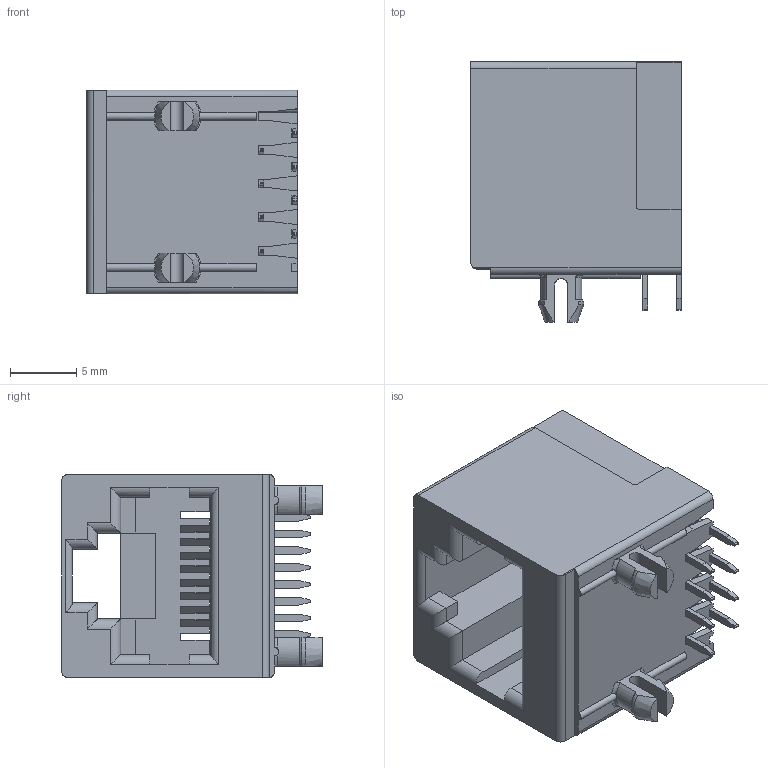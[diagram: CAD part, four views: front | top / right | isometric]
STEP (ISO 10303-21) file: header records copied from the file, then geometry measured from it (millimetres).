
FILE_DESCRIPTION (( 'STEP AP214' ), '1' );
FILE_NAME ('3257-0008-02.STEP', '2025-02-07T09:04:33', ( '' ), ( '' ), 'SwSTEP 2.0', 'SolidWorks 2023', '' );
FILE_SCHEMA (( 'AUTOMOTIVE_DESIGN' ));
Length unit declared in the file: millimetre
Products named in the file (1): 3257-0008-02
Bounding box: 15.9 x 19.7 x 15.4 mm (x, y, z)
Volume: 2114.5 mm3; surface area: 2569.5 mm2
Topology: 1 solids, 1 shells, 361 faces, 1028 edges, 682 vertices
Faces by surface type: plane 283, cylinder 61, cone 8, torus 8, bspline 1
Entity records: 12094 total; most frequent: CARTESIAN_POINT 2645, ORIENTED_EDGE 2056, DIRECTION 1816, EDGE_CURVE 1028, LINE 854, VECTOR 854, VERTEX_POINT 682, AXIS2_PLACEMENT_3D 481
